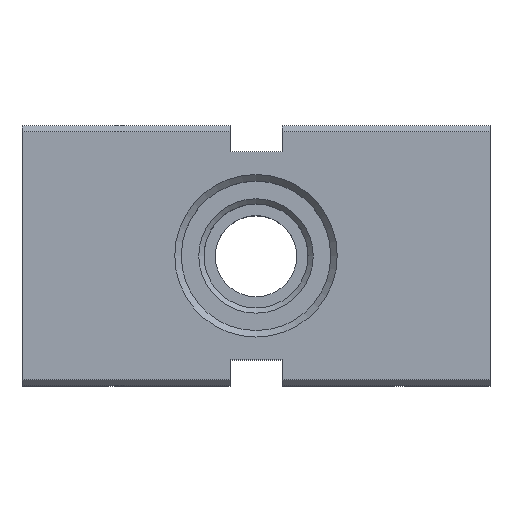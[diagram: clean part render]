
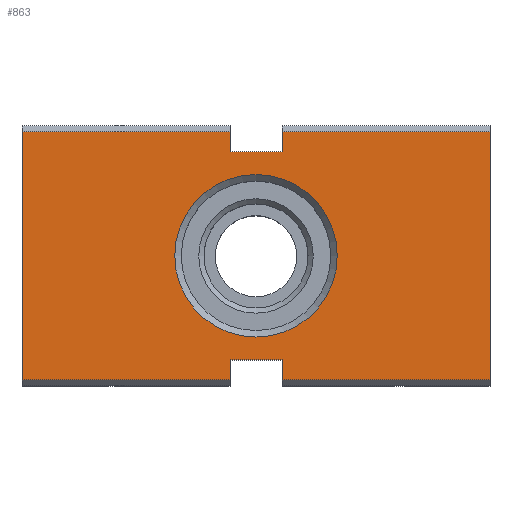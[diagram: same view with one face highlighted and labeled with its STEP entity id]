
A CAD part, top view. The second image highlights one B-rep face of the part: STEP entity #863.
In plain terms, the highlighted planar face has unit normal (0, 0, 1).
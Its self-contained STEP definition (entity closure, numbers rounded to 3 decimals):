
#863 = ADVANCED_FACE( '', ( #1932, #1933 ), #1934, .T. );
#1932 = FACE_BOUND( '', #3222, .T. );
#1933 = FACE_OUTER_BOUND( '', #3223, .T. );
#1934 = PLANE( '', #3224 );
#3222 = EDGE_LOOP( '', ( #6092 ) );
#3223 = EDGE_LOOP( '', ( #6093, #6094, #6095, #6096, #6097, #6098, #6099, #6100, #6101, #6102, #6103, #6104 ) );
#3224 = AXIS2_PLACEMENT_3D( '', #6105, #6106, #6107 );
#6092 = ORIENTED_EDGE( '', *, *, #9219, .T. );
#6093 = ORIENTED_EDGE( '', *, *, #8707, .F. );
#6094 = ORIENTED_EDGE( '', *, *, #9050, .T. );
#6095 = ORIENTED_EDGE( '', *, *, #9220, .T. );
#6096 = ORIENTED_EDGE( '', *, *, #8545, .T. );
#6097 = ORIENTED_EDGE( '', *, *, #9221, .F. );
#6098 = ORIENTED_EDGE( '', *, *, #9160, .T. );
#6099 = ORIENTED_EDGE( '', *, *, #8443, .T. );
#6100 = ORIENTED_EDGE( '', *, *, #8970, .F. );
#6101 = ORIENTED_EDGE( '', *, *, #9056, .F. );
#6102 = ORIENTED_EDGE( '', *, *, #8596, .F. );
#6103 = ORIENTED_EDGE( '', *, *, #8681, .T. );
#6104 = ORIENTED_EDGE( '', *, *, #8288, .T. );
#6105 = CARTESIAN_POINT( '', ( -36., -20., 40. ) );
#6106 = DIRECTION( '', ( 0., 0., 1. ) );
#6107 = DIRECTION( '', ( 1., 0., 0. ) );
#8288 = EDGE_CURVE( '', #10144, #10142, #10145, .T. );
#8443 = EDGE_CURVE( '', #10415, #10413, #10416, .T. );
#8545 = EDGE_CURVE( '', #10595, #10593, #10596, .T. );
#8596 = EDGE_CURVE( '', #10683, #10684, #10685, .T. );
#8681 = EDGE_CURVE( '', #10683, #10144, #10825, .T. );
#8707 = EDGE_CURVE( '', #10862, #10142, #10865, .T. );
#8970 = EDGE_CURVE( '', #11261, #10413, #11263, .T. );
#9050 = EDGE_CURVE( '', #10862, #11384, #11386, .T. );
#9056 = EDGE_CURVE( '', #10684, #11261, #11394, .T. );
#9160 = EDGE_CURVE( '', #11530, #10415, #11531, .T. );
#9219 = EDGE_CURVE( '', #11611, #11611, #11612, .F. );
#9220 = EDGE_CURVE( '', #11384, #10595, #11613, .T. );
#9221 = EDGE_CURVE( '', #11530, #10593, #11614, .T. );
#10142 = VERTEX_POINT( '', #12782 );
#10144 = VERTEX_POINT( '', #12785 );
#10145 = LINE( '', #12786, #12787 );
#10413 = VERTEX_POINT( '', #13190 );
#10415 = VERTEX_POINT( '', #13193 );
#10416 = LINE( '', #13194, #13195 );
#10593 = VERTEX_POINT( '', #13458 );
#10595 = VERTEX_POINT( '', #13461 );
#10596 = LINE( '', #13462, #13463 );
#10683 = VERTEX_POINT( '', #13598 );
#10684 = VERTEX_POINT( '', #13599 );
#10685 = LINE( '', #13600, #13601 );
#10825 = LINE( '', #13811, #13812 );
#10862 = VERTEX_POINT( '', #13865 );
#10865 = LINE( '', #13869, #13870 );
#11261 = VERTEX_POINT( '', #14469 );
#11263 = LINE( '', #14472, #14473 );
#11384 = VERTEX_POINT( '', #14657 );
#11386 = LINE( '', #14660, #14661 );
#11394 = LINE( '', #14672, #14673 );
#11530 = VERTEX_POINT( '', #14884 );
#11531 = LINE( '', #14885, #14886 );
#11611 = VERTEX_POINT( '', #15011 );
#11612 = CIRCLE( '', #15012, 12.5 );
#11613 = LINE( '', #15013, #15014 );
#11614 = LINE( '', #15015, #15016 );
#12782 = CARTESIAN_POINT( '', ( -36., -19.1, 40. ) );
#12785 = CARTESIAN_POINT( '', ( -36., 19.1, 40. ) );
#12786 = CARTESIAN_POINT( '', ( -36., 20., 40. ) );
#12787 = VECTOR( '', #15920, 1000. );
#13190 = CARTESIAN_POINT( '', ( 4., 19.1, 40. ) );
#13193 = CARTESIAN_POINT( '', ( 36., 19.1, 40. ) );
#13194 = CARTESIAN_POINT( '', ( 36., 19.1, 40. ) );
#13195 = VECTOR( '', #16066, 1000. );
#13458 = CARTESIAN_POINT( '', ( 4., -19.1, 40. ) );
#13461 = CARTESIAN_POINT( '', ( 4., -16., 40. ) );
#13462 = CARTESIAN_POINT( '', ( 4., -16., 40. ) );
#13463 = VECTOR( '', #16160, 1000. );
#13598 = CARTESIAN_POINT( '', ( -4., 19.1, 40. ) );
#13599 = CARTESIAN_POINT( '', ( -4., 16., 40. ) );
#13600 = CARTESIAN_POINT( '', ( -4., 20., 40. ) );
#13601 = VECTOR( '', #16209, 1000. );
#13811 = CARTESIAN_POINT( '', ( 36., 19.1, 40. ) );
#13812 = VECTOR( '', #16289, 1000. );
#13865 = CARTESIAN_POINT( '', ( -4., -19.1, 40. ) );
#13869 = CARTESIAN_POINT( '', ( 36., -19.1, 40. ) );
#13870 = VECTOR( '', #16313, 1000. );
#14469 = CARTESIAN_POINT( '', ( 4., 16., 40. ) );
#14472 = CARTESIAN_POINT( '', ( 4., 16., 40. ) );
#14473 = VECTOR( '', #16539, 1000. );
#14657 = CARTESIAN_POINT( '', ( -4., -16., 40. ) );
#14660 = CARTESIAN_POINT( '', ( -4., -20., 40. ) );
#14661 = VECTOR( '', #16613, 1000. );
#14672 = CARTESIAN_POINT( '', ( -4., 16., 40. ) );
#14673 = VECTOR( '', #16617, 1000. );
#14884 = CARTESIAN_POINT( '', ( 36., -19.1, 40. ) );
#14885 = CARTESIAN_POINT( '', ( 36., -20., 40. ) );
#14886 = VECTOR( '', #16699, 1000. );
#15011 = CARTESIAN_POINT( '', ( 12.5, 0., 40. ) );
#15012 = AXIS2_PLACEMENT_3D( '', #16748, #16749, #16750 );
#15013 = CARTESIAN_POINT( '', ( -4., -16., 40. ) );
#15014 = VECTOR( '', #16751, 1000. );
#15015 = CARTESIAN_POINT( '', ( 36., -19.1, 40. ) );
#15016 = VECTOR( '', #16752, 1000. );
#15920 = DIRECTION( '', ( 0., -1., 0. ) );
#16066 = DIRECTION( '', ( -1., 0., 0. ) );
#16160 = DIRECTION( '', ( 0., -1., 0. ) );
#16209 = DIRECTION( '', ( 0., -1., 0. ) );
#16289 = DIRECTION( '', ( -1., 0., 0. ) );
#16313 = DIRECTION( '', ( -1., 0., 0. ) );
#16539 = DIRECTION( '', ( 0., 1., 0. ) );
#16613 = DIRECTION( '', ( 0., 1., 0. ) );
#16617 = DIRECTION( '', ( 1., 0., 0. ) );
#16699 = DIRECTION( '', ( 0., 1., 0. ) );
#16748 = CARTESIAN_POINT( '', ( 0., 0., 40. ) );
#16749 = DIRECTION( '', ( 0., 0., 1. ) );
#16750 = DIRECTION( '', ( 1., 0., 0. ) );
#16751 = DIRECTION( '', ( 1., 0., 0. ) );
#16752 = DIRECTION( '', ( -1., 0., 0. ) );
